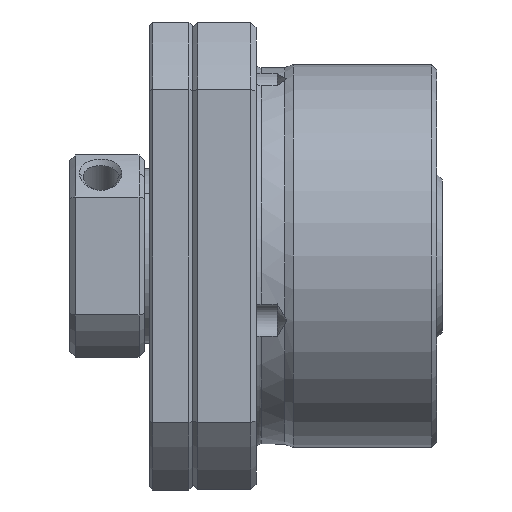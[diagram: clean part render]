
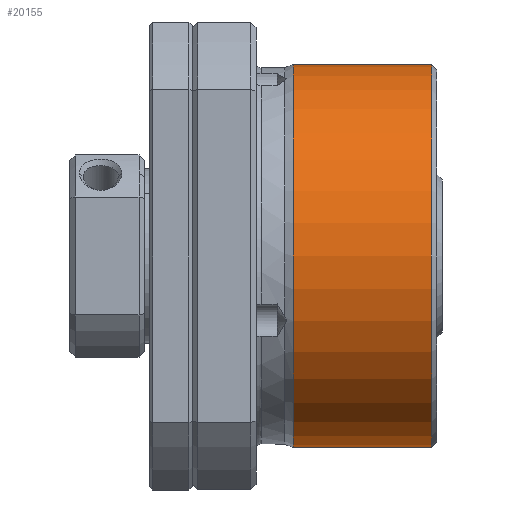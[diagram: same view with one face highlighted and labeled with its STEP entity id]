
A CAD part, front view. The second image highlights one B-rep face of the part: STEP entity #20155.
In plain terms, the highlighted cylindrical face has radius 18 mm (diameter 36 mm), a partial arc.
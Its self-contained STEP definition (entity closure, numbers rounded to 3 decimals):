
#280 = VERTEX_POINT ( 'NONE', #14233 ) ;
#529 = EDGE_CURVE ( 'NONE', #13576, #11317, #14672, .T. ) ;
#533 = EDGE_CURVE ( 'NONE', #13577, #280, #14658, .T. ) ;
#8662 = CARTESIAN_POINT ( 'NONE',  ( 22.5, 0., 18. ) ) ;
#8663 = CARTESIAN_POINT ( 'NONE',  ( 22.5, 0., -18. ) ) ;
#9261 = DIRECTION ( 'NONE',  ( 0., 0., 1. ) ) ;
#9262 = DIRECTION ( 'NONE',  ( -1., 0., 0. ) ) ;
#9263 = CARTESIAN_POINT ( 'NONE',  ( 9.5, 0., 0. ) ) ;
#9264 = AXIS2_PLACEMENT_3D ( 'NONE', #9263, #9262, #9261 ) ;
#9265 = CIRCLE ( 'NONE', #9264, 18. ) ;
#9298 = DIRECTION ( 'NONE',  ( 0., 0., 1. ) ) ;
#9299 = DIRECTION ( 'NONE',  ( -1., 0., 0. ) ) ;
#9300 = CARTESIAN_POINT ( 'NONE',  ( -94.469, 0., 0. ) ) ;
#9301 = AXIS2_PLACEMENT_3D ( 'NONE', #9300, #9299, #9298 ) ;
#9303 = CYLINDRICAL_SURFACE ( 'NONE', #9301, 18. ) ;
#9304 = FACE_OUTER_BOUND ( 'NONE', #20157, .T. ) ;
#9310 = DIRECTION ( 'NONE',  ( 0., 0., 1. ) ) ;
#9311 = DIRECTION ( 'NONE',  ( -1., 0., 0. ) ) ;
#9312 = CARTESIAN_POINT ( 'NONE',  ( 22.5, 0., 0. ) ) ;
#9313 = AXIS2_PLACEMENT_3D ( 'NONE', #9312, #9311, #9310 ) ;
#9314 = CIRCLE ( 'NONE', #9313, 18. ) ;
#11317 = VERTEX_POINT ( 'NONE', #16232 ) ;
#13576 = VERTEX_POINT ( 'NONE', #8663 ) ;
#13577 = VERTEX_POINT ( 'NONE', #8662 ) ;
#14233 = CARTESIAN_POINT ( 'NONE',  ( 9.5, 0., 18. ) ) ;
#14655 = DIRECTION ( 'NONE',  ( -1., 0., 0. ) ) ;
#14656 = VECTOR ( 'NONE', #14655, 1000. ) ;
#14657 = CARTESIAN_POINT ( 'NONE',  ( -94.469, 0., 18. ) ) ;
#14658 = LINE ( 'NONE', #14657, #14656 ) ;
#14669 = DIRECTION ( 'NONE',  ( -1., 0., 0. ) ) ;
#14670 = VECTOR ( 'NONE', #14669, 1000. ) ;
#14671 = CARTESIAN_POINT ( 'NONE',  ( -94.469, 0., -18. ) ) ;
#14672 = LINE ( 'NONE', #14671, #14670 ) ;
#16232 = CARTESIAN_POINT ( 'NONE',  ( 9.5, 0., -18. ) ) ;
#20143 = EDGE_CURVE ( 'NONE', #11317, #280, #9265, .T. ) ;
#20149 = EDGE_CURVE ( 'NONE', #13576, #13577, #9314, .T. ) ;
#20150 = ORIENTED_EDGE ( 'NONE', *, *, #20143, .F. ) ;
#20152 = ORIENTED_EDGE ( 'NONE', *, *, #533, .T. ) ;
#20154 = ORIENTED_EDGE ( 'NONE', *, *, #20149, .T. ) ;
#20155 = ADVANCED_FACE ( 'NONE', ( #9304 ), #9303, .T. ) ;
#20156 = ORIENTED_EDGE ( 'NONE', *, *, #529, .F. ) ;
#20157 = EDGE_LOOP ( 'NONE', ( #20156, #20154, #20152, #20150 ) ) ;
